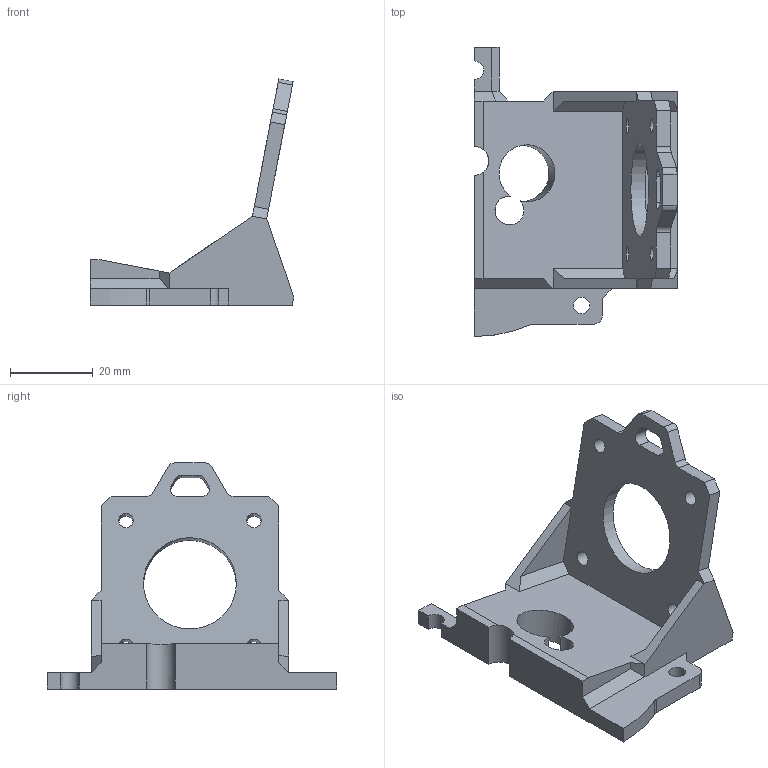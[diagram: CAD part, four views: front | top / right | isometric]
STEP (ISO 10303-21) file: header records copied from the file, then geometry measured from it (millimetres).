
FILE_DESCRIPTION(/* description */ (''),/* implementation_level */ '2;1');
FILE_NAME(/* name */ 'xBondtechBasesB.stp',/* time_stamp */ '2018-02-13T22:03:45-08:00',/* author */ ('Andrew'),/* organization */ (''),/* preprocessor_version */ 'ST-DEVELOPER v15.6',/* originating_system */ 'Autodesk Inventor 2015',/* authorisation */ '');
FILE_SCHEMA (('AUTOMOTIVE_DESIGN { 1 0 10303 214 3 1 1 }'));
Length unit declared in the file: millimetre
Products named in the file (1): xBondtechBases
Bounding box: 49.26 x 70.02 x 54.79 mm (x, y, z)
Volume: 21388.4 mm3; surface area: 11691.6 mm2
Topology: 1 solids, 1 shells, 77 faces, 214 edges, 139 vertices
Faces by surface type: plane 56, cylinder 21
Full cylindrical faces by diameter (mm): 3.5 x4, 4 x1, 22.5 x1
Entity records: 2478 total; most frequent: CARTESIAN_POINT 437, ORIENTED_EDGE 416, DIRECTION 406, EDGE_CURVE 208, LINE 162, VECTOR 162, VERTEX_POINT 139, AXIS2_PLACEMENT_3D 122
